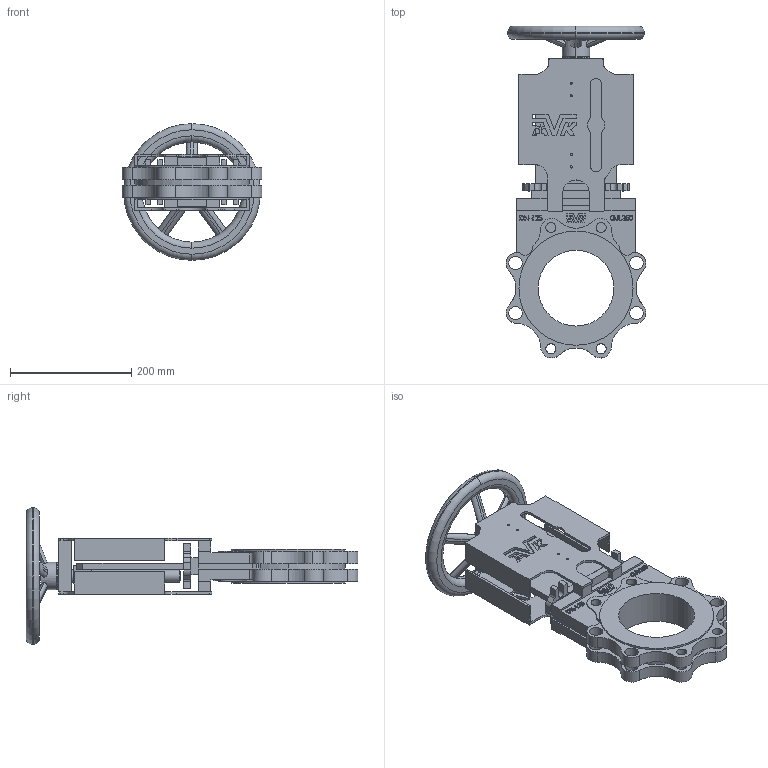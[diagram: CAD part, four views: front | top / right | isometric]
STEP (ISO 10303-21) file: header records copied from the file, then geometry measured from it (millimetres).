
FILE_DESCRIPTION (( 'STEP AP203' ), '1' );
FILE_NAME ('70212510034.STEP', '2017-03-22T15:28:24', ( '' ), ( '' ), 'SwSTEP 2.0', 'SolidWorks 2016', '' );
FILE_SCHEMA (( 'CONFIG_CONTROL_DESIGN' ));
Length unit declared in the file: millimetre
Products named in the file (1): 70212510034
Bounding box: 230.01 x 546.47 x 225 mm (x, y, z)
Volume: 3154277.4 mm3; surface area: 530462.4 mm2
Topology: 1 solids, 1 shells, 1096 faces, 3146 edges, 2089 vertices
Faces by surface type: plane 535, cylinder 431, bspline 120, torus 8, cone 2
Entity records: 44096 total; most frequent: CARTESIAN_POINT 15374, ORIENTED_EDGE 6288, DIRECTION 5615, EDGE_CURVE 3144, VERTEX_POINT 2089, VECTOR 1959, LINE 1959, AXIS2_PLACEMENT_3D 1828
